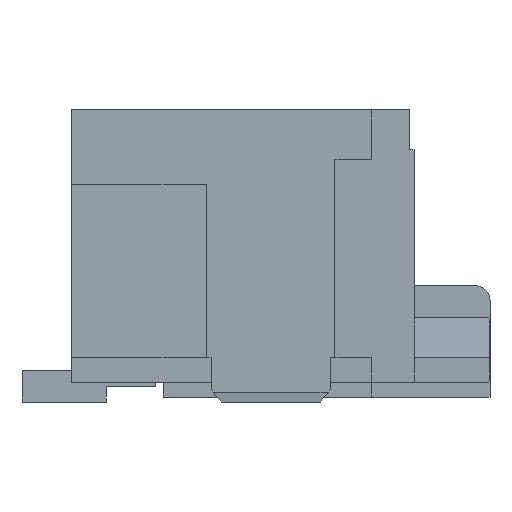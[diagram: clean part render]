
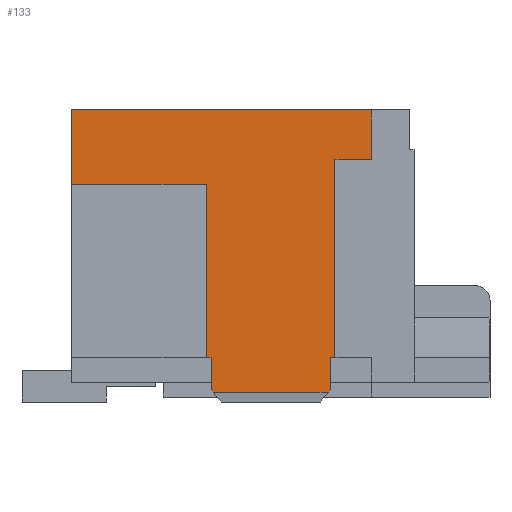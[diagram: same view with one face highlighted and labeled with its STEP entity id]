
A CAD part, left-side view. The second image highlights one B-rep face of the part: STEP entity #133.
In plain terms, the highlighted planar face has unit normal (-1, 0, 0).
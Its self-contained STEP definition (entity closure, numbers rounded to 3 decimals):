
#133=ADVANCED_FACE('',(#506),#328,.F.);
#328=PLANE('',#3848);
#506=FACE_OUTER_BOUND('',#706,.T.);
#706=EDGE_LOOP('',(#1253,#1254,#1255,#1256,#1257,#1258,#1259,#1260,#1261,
#1262,#1263,#1264,#1265,#1266));
#1253=ORIENTED_EDGE('',*,*,#2541,.F.);
#1254=ORIENTED_EDGE('',*,*,#2542,.T.);
#1255=ORIENTED_EDGE('',*,*,#2543,.T.);
#1256=ORIENTED_EDGE('',*,*,#2544,.T.);
#1257=ORIENTED_EDGE('',*,*,#2545,.F.);
#1258=ORIENTED_EDGE('',*,*,#2532,.F.);
#1259=ORIENTED_EDGE('',*,*,#2540,.F.);
#1260=ORIENTED_EDGE('',*,*,#2538,.F.);
#1261=ORIENTED_EDGE('',*,*,#2536,.F.);
#1262=ORIENTED_EDGE('',*,*,#2267,.F.);
#1263=ORIENTED_EDGE('',*,*,#2308,.F.);
#1264=ORIENTED_EDGE('',*,*,#2535,.F.);
#1265=ORIENTED_EDGE('',*,*,#2533,.F.);
#1266=ORIENTED_EDGE('',*,*,#2528,.F.);
#1926=VERTEX_POINT('',#4995);
#1927=VERTEX_POINT('',#4997);
#1965=VERTEX_POINT('',#5077);
#2134=VERTEX_POINT('',#5508);
#2136=VERTEX_POINT('',#5512);
#2137=VERTEX_POINT('',#5514);
#2138=VERTEX_POINT('',#5518);
#2139=VERTEX_POINT('',#5522);
#2140=VERTEX_POINT('',#5528);
#2141=VERTEX_POINT('',#5532);
#2142=VERTEX_POINT('',#5538);
#2143=VERTEX_POINT('',#5540);
#2144=VERTEX_POINT('',#5542);
#2145=VERTEX_POINT('',#5544);
#2267=EDGE_CURVE('',#1926,#1927,#2795,.T.);
#2308=EDGE_CURVE('',#1965,#1926,#2834,.T.);
#2528=EDGE_CURVE('',#2136,#2137,#3046,.T.);
#2532=EDGE_CURVE('',#2138,#2134,#3050,.T.);
#2533=EDGE_CURVE('',#2137,#2139,#3051,.T.);
#2535=EDGE_CURVE('',#2139,#1965,#3053,.T.);
#2536=EDGE_CURVE('',#1927,#2140,#3054,.T.);
#2538=EDGE_CURVE('',#2140,#2141,#3056,.T.);
#2540=EDGE_CURVE('',#2141,#2138,#3058,.T.);
#2541=EDGE_CURVE('',#2142,#2136,#3059,.T.);
#2542=EDGE_CURVE('',#2142,#2143,#3060,.T.);
#2543=EDGE_CURVE('',#2143,#2144,#3061,.T.);
#2544=EDGE_CURVE('',#2144,#2145,#3062,.T.);
#2545=EDGE_CURVE('',#2134,#2145,#3063,.T.);
#2795=LINE('',#4996,#3301);
#2834=LINE('',#5078,#3340);
#3046=LINE('',#5513,#3552);
#3050=LINE('',#5519,#3556);
#3051=LINE('',#5521,#3557);
#3053=LINE('',#5525,#3559);
#3054=LINE('',#5527,#3560);
#3056=LINE('',#5531,#3562);
#3058=LINE('',#5535,#3564);
#3059=LINE('',#5537,#3565);
#3060=LINE('',#5539,#3566);
#3061=LINE('',#5541,#3567);
#3062=LINE('',#5543,#3568);
#3063=LINE('',#5545,#3569);
#3301=VECTOR('',#4033,1.);
#3340=VECTOR('',#4080,1.);
#3552=VECTOR('',#4396,1.);
#3556=VECTOR('',#4400,1.);
#3557=VECTOR('',#4403,1.);
#3559=VECTOR('',#4407,1.);
#3560=VECTOR('',#4410,1.);
#3562=VECTOR('',#4414,1.);
#3564=VECTOR('',#4418,1.);
#3565=VECTOR('',#4421,1.);
#3566=VECTOR('',#4422,1.);
#3567=VECTOR('',#4423,1.);
#3568=VECTOR('',#4424,1.);
#3569=VECTOR('',#4425,1.);
#3848=AXIS2_PLACEMENT_3D('',#5546,#4426,#4427);
#4033=DIRECTION('',(0.,-1.,0.));
#4080=DIRECTION('',(0.,0.,1.));
#4396=DIRECTION('',(0.,1.,0.));
#4400=DIRECTION('',(0.,1.,0.));
#4403=DIRECTION('',(0.,0.,1.));
#4407=DIRECTION('',(0.,1.,0.));
#4410=DIRECTION('',(0.,0.,-1.));
#4414=DIRECTION('',(0.,1.,0.));
#4418=DIRECTION('',(0.,0.,-1.));
#4421=DIRECTION('',(0.,0.,1.));
#4422=DIRECTION('',(0.,-0.625,-0.781));
#4423=DIRECTION('',(0.,-1.,0.));
#4424=DIRECTION('',(0.,-0.625,0.781));
#4425=DIRECTION('',(0.,0.,-1.));
#4426=DIRECTION('',(1.,0.,0.));
#4427=DIRECTION('',(0.,0.,-1.));
#4995=CARTESIAN_POINT('',(-5.415,10.9,6.55));
#4996=CARTESIAN_POINT('',(-5.415,10.9,6.55));
#4997=CARTESIAN_POINT('',(-5.415,4.85,6.55));
#5077=CARTESIAN_POINT('',(-5.415,10.9,5.05));
#5078=CARTESIAN_POINT('',(-5.415,10.9,5.05));
#5508=CARTESIAN_POINT('',(-5.415,5.68,1.55));
#5512=CARTESIAN_POINT('',(-5.415,8.08,1.55));
#5513=CARTESIAN_POINT('',(-5.415,0.,1.55));
#5514=CARTESIAN_POINT('',(-5.415,8.18,1.55));
#5518=CARTESIAN_POINT('',(-5.415,5.58,1.55));
#5519=CARTESIAN_POINT('',(-5.415,0.,1.55));
#5521=CARTESIAN_POINT('',(-5.415,8.18,1.55));
#5522=CARTESIAN_POINT('',(-5.415,8.18,5.05));
#5525=CARTESIAN_POINT('',(-5.415,8.18,5.05));
#5527=CARTESIAN_POINT('',(-5.415,4.85,6.55));
#5528=CARTESIAN_POINT('',(-5.415,4.85,5.55));
#5531=CARTESIAN_POINT('',(-5.415,4.85,5.55));
#5532=CARTESIAN_POINT('',(-5.415,5.58,5.55));
#5535=CARTESIAN_POINT('',(-5.415,5.58,5.55));
#5537=CARTESIAN_POINT('',(-5.415,8.08,0.65));
#5538=CARTESIAN_POINT('',(-5.415,8.08,0.9));
#5539=CARTESIAN_POINT('',(-5.415,8.08,0.9));
#5540=CARTESIAN_POINT('',(-5.415,8.04,0.85));
#5541=CARTESIAN_POINT('',(-5.415,0.,0.85));
#5542=CARTESIAN_POINT('',(-5.415,5.72,0.85));
#5543=CARTESIAN_POINT('',(-5.415,5.88,0.65));
#5544=CARTESIAN_POINT('',(-5.415,5.68,0.9));
#5545=CARTESIAN_POINT('',(-5.415,5.68,1.55));
#5546=CARTESIAN_POINT('',(-5.415,0.,0.));
